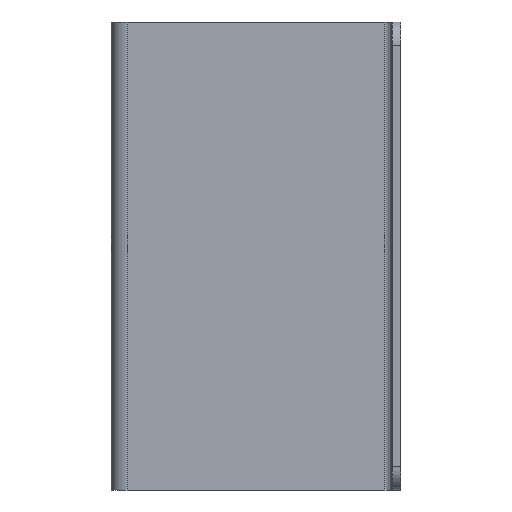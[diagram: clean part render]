
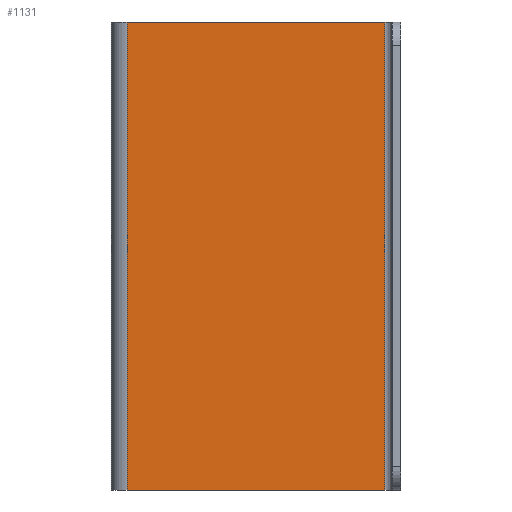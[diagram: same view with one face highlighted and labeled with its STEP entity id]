
A CAD part, left-side view. The second image highlights one B-rep face of the part: STEP entity #1131.
In plain terms, the highlighted planar face has unit normal (-1, 0, 0).
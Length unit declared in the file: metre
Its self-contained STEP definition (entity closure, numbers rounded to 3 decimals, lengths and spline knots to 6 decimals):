
#100 = CARTESIAN_POINT('NONE', (-0.1397, 0.074168, -0));
#101 = VERTEX_POINT('NONE', #100);
#102 = CARTESIAN_POINT('NONE', (-0.1397, 0.074168, -0.127));
#103 = VERTEX_POINT('NONE', #102);
#112 = CARTESIAN_POINT('NONE', (-0.1397, 0.004318, -0.127));
#113 = VERTEX_POINT('NONE', #112);
#114 = CARTESIAN_POINT('NONE', (-0.1397, 0.004318, -0));
#115 = VERTEX_POINT('NONE', #114);
#440 = DIRECTION('NONE', (0, 0, -1));
#441 = VECTOR('NONE', #440, 1);
#442 = CARTESIAN_POINT('NONE', (-0.1397, 0.074168, -0));
#443 = LINE('NONE', #442, #441);
#475 = DIRECTION('NONE', (0, 0, 1));
#476 = VECTOR('NONE', #475, 1);
#477 = CARTESIAN_POINT('NONE', (-0.1397, 0.004318, -0.127));
#478 = LINE('NONE', #477, #476);
#492 = DIRECTION('NONE', (0, 1, 0));
#493 = VECTOR('NONE', #492, 1);
#494 = CARTESIAN_POINT('NONE', (-0.1397, 0.004318, -0));
#495 = LINE('NONE', #494, #493);
#496 = DIRECTION('NONE', (0, -1, 0));
#497 = VECTOR('NONE', #496, 1);
#498 = CARTESIAN_POINT('NONE', (-0.1397, 0.074168, -0.127));
#499 = LINE('NONE', #498, #497);
#680 = EDGE_CURVE('NONE', #101, #103, #443, .T.);
#688 = EDGE_CURVE('NONE', #113, #115, #478, .T.);
#692 = EDGE_CURVE('NONE', #115, #101, #495, .T.);
#693 = EDGE_CURVE('NONE', #103, #113, #499, .T.);
#836 = CARTESIAN_POINT('NONE', (-0.1397, 0.040386, -0.0635));
#837 = DIRECTION('NONE', (-1, 0, -0));
#838 = AXIS2_PLACEMENT_3D('NONE', #836, #837, $);
#839 = PLANE('NONE', #838);
#1125 = ORIENTED_EDGE('NONE', *, *, #692, .T.);
#1126 = ORIENTED_EDGE('NONE', *, *, #680, .T.);
#1127 = ORIENTED_EDGE('NONE', *, *, #693, .T.);
#1128 = ORIENTED_EDGE('NONE', *, *, #688, .T.);
#1129 = EDGE_LOOP('NONE', (#1125, #1126, #1127, #1128));
#1130 = FACE_BOUND('NONE', #1129, .T.);
#1131 = ADVANCED_FACE('NONE', (#1130), #839, .T.);
